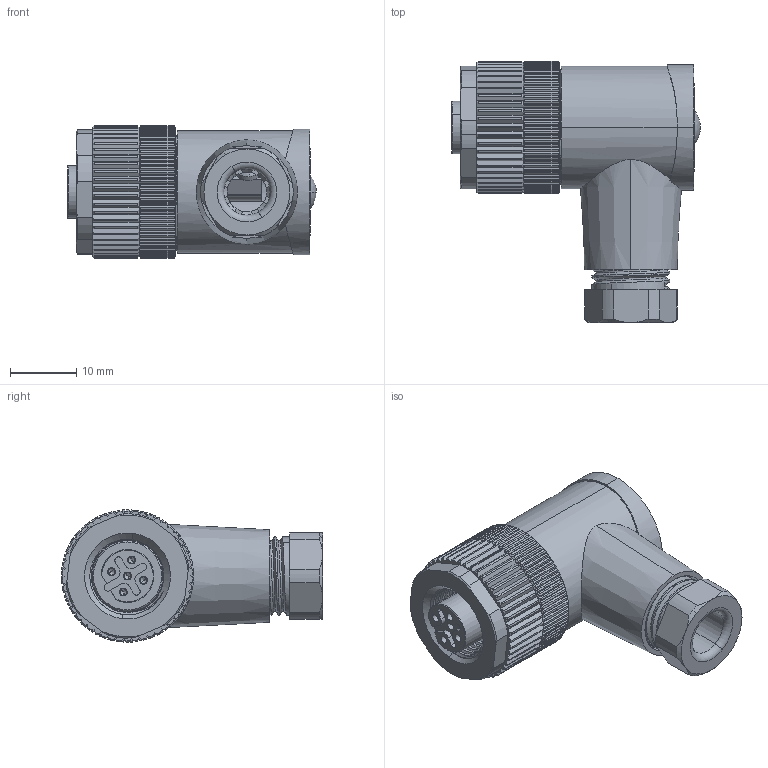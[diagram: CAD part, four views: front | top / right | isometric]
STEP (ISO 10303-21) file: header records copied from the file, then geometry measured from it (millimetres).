
FILE_DESCRIPTION (( 'STEP AP203' ), '1' );
FILE_NAME ('55-00439_revA.STEP', '2024-07-16T00:52:55', ( '' ), ( '' ), 'SwSTEP 2.0', 'SolidWorks 2021', '' );
FILE_SCHEMA (( 'CONFIG_CONTROL_DESIGN' ));
Length unit declared in the file: millimetre
Products named in the file (12): 55-00439-09___; 55-00439-07___; 55-00439-08___; 55-00439-04___; 55-00439-03___; 55-00439_revA; 55-00439-11___; 55-00439-02; 55-00439-05___; 55-00439-10___; 55-00439-01___; 55-00439-06___
Assembly tree (18 placements, depth 2):
  55-00439_revA
    55-00439-01___
    55-00439-02
    55-00439-03___
    55-00439-04___
    55-00439-05___
    55-00439-06___
    55-00439-07___  x4
    55-00439-08___  x5
    55-00439-09___
    55-00439-10___
    55-00439-11___
Bounding box: 37.6 x 39.5 x 20 mm (x, y, z)
Volume: 8877.5 mm3; surface area: 14253.8 mm2
Topology: 18 solids, 18 shells, 1522 faces, 3930 edges, 2471 vertices
Faces by surface type: plane 545, cylinder 518, cone 384, bspline 37, sphere 24, torus 14
Entity records: 53720 total; most frequent: CARTESIAN_POINT 22069, ORIENTED_EDGE 6632, DIRECTION 6047, EDGE_CURVE 3316, AXIS2_PLACEMENT_3D 2386, VERTEX_POINT 2077, EDGE_LOOP 1371, FACE_OUTER_BOUND 1298
